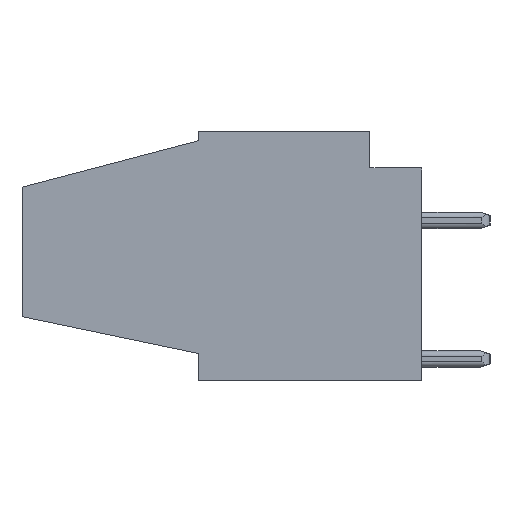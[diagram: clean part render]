
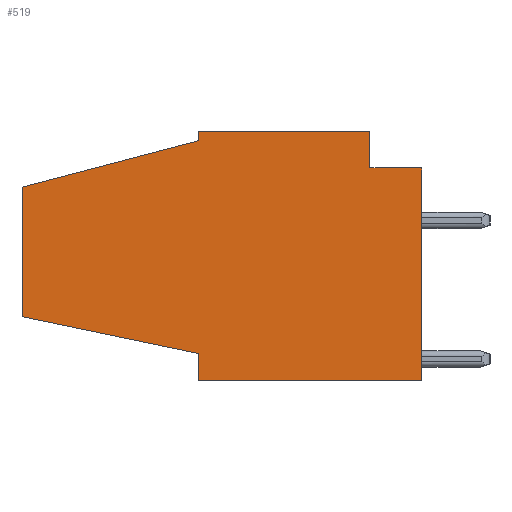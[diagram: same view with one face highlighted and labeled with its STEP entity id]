
A CAD part, left-side view. The second image highlights one B-rep face of the part: STEP entity #519.
In plain terms, the highlighted planar face has unit normal (-1, 0, 0).
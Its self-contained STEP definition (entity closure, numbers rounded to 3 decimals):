
#519 = ADVANCED_FACE( '', ( #1113 ), #1114, .F. );
#1113 = FACE_OUTER_BOUND( '', #1827, .T. );
#1114 = PLANE( '', #1828 );
#1827 = EDGE_LOOP( '', ( #2902, #2903, #2904, #2905, #2906, #2907, #2908, #2909, #2910, #2911 ) );
#1828 = AXIS2_PLACEMENT_3D( '', #2912, #2913, #2914 );
#2902 = ORIENTED_EDGE( '', *, *, #4940, .F. );
#2903 = ORIENTED_EDGE( '', *, *, #4941, .F. );
#2904 = ORIENTED_EDGE( '', *, *, #4942, .T. );
#2905 = ORIENTED_EDGE( '', *, *, #4783, .T. );
#2906 = ORIENTED_EDGE( '', *, *, #4943, .T. );
#2907 = ORIENTED_EDGE( '', *, *, #4944, .T. );
#2908 = ORIENTED_EDGE( '', *, *, #4945, .F. );
#2909 = ORIENTED_EDGE( '', *, *, #4637, .T. );
#2910 = ORIENTED_EDGE( '', *, *, #4946, .F. );
#2911 = ORIENTED_EDGE( '', *, *, #4947, .F. );
#2912 = CARTESIAN_POINT( '', ( 0., 51.003, -17.43 ) );
#2913 = DIRECTION( '', ( 1., 0., 0. ) );
#2914 = DIRECTION( '', ( 0., -1., 0. ) );
#4637 = EDGE_CURVE( '', #5568, #5566, #5569, .T. );
#4783 = EDGE_CURVE( '', #5825, #5826, #5827, .T. );
#4940 = EDGE_CURVE( '', #6086, #6087, #6088, .T. );
#4941 = EDGE_CURVE( '', #6089, #6086, #6090, .T. );
#4942 = EDGE_CURVE( '', #6089, #5825, #6091, .T. );
#4943 = EDGE_CURVE( '', #5826, #6092, #6093, .T. );
#4944 = EDGE_CURVE( '', #6092, #6094, #6095, .T. );
#4945 = EDGE_CURVE( '', #5568, #6094, #6096, .T. );
#4946 = EDGE_CURVE( '', #6097, #5566, #6098, .T. );
#4947 = EDGE_CURVE( '', #6087, #6097, #6099, .T. );
#5566 = VERTEX_POINT( '', #6973 );
#5568 = VERTEX_POINT( '', #6976 );
#5569 = LINE( '', #6977, #6978 );
#5825 = VERTEX_POINT( '', #7382 );
#5826 = VERTEX_POINT( '', #7383 );
#5827 = LINE( '', #7384, #7385 );
#6086 = VERTEX_POINT( '', #7799 );
#6087 = VERTEX_POINT( '', #7800 );
#6088 = LINE( '', #7801, #7802 );
#6089 = VERTEX_POINT( '', #7803 );
#6090 = LINE( '', #7804, #7805 );
#6091 = LINE( '', #7806, #7807 );
#6092 = VERTEX_POINT( '', #7808 );
#6093 = LINE( '', #7809, #7810 );
#6094 = VERTEX_POINT( '', #7811 );
#6095 = LINE( '', #7812, #7813 );
#6096 = LINE( '', #7814, #7815 );
#6097 = VERTEX_POINT( '', #7816 );
#6098 = LINE( '', #7817, #7818 );
#6099 = LINE( '', #7819, #7820 );
#6973 = CARTESIAN_POINT( '', ( 0., 0., -15.6 ) );
#6976 = CARTESIAN_POINT( '', ( 0., 16.4, -15.6 ) );
#6977 = CARTESIAN_POINT( '', ( 0., 7.836, -15.6 ) );
#6978 = VECTOR( '', #9055, 1000. );
#7382 = CARTESIAN_POINT( '', ( 0., 16.4, 2. ) );
#7383 = CARTESIAN_POINT( '', ( 0., 29.3, -1.4 ) );
#7384 = CARTESIAN_POINT( '', ( 0., 7.836, 4.257 ) );
#7385 = VECTOR( '', #9195, 1000. );
#7799 = CARTESIAN_POINT( '', ( 0., 3.8, 2.7 ) );
#7800 = CARTESIAN_POINT( '', ( 0., 3.8, 0. ) );
#7801 = CARTESIAN_POINT( '', ( 0., 3.8, -9.056 ) );
#7802 = VECTOR( '', #9339, 1000. );
#7803 = CARTESIAN_POINT( '', ( 0., 16.4, 2.7 ) );
#7804 = CARTESIAN_POINT( '', ( 0., 7.836, 2.7 ) );
#7805 = VECTOR( '', #9340, 1000. );
#7806 = CARTESIAN_POINT( '', ( 0., 16.4, -9.056 ) );
#7807 = VECTOR( '', #9341, 1000. );
#7808 = CARTESIAN_POINT( '', ( 0., 29.3, -10.9 ) );
#7809 = CARTESIAN_POINT( '', ( 0., 29.3, -9.056 ) );
#7810 = VECTOR( '', #9342, 1000. );
#7811 = CARTESIAN_POINT( '', ( 0., 16.4, -13.6 ) );
#7812 = CARTESIAN_POINT( '', ( 0., 7.836, -15.393 ) );
#7813 = VECTOR( '', #9343, 1000. );
#7814 = CARTESIAN_POINT( '', ( 0., 16.4, -9.056 ) );
#7815 = VECTOR( '', #9344, 1000. );
#7816 = CARTESIAN_POINT( '', ( 0., 0., 0. ) );
#7817 = CARTESIAN_POINT( '', ( 0., 0., -9.056 ) );
#7818 = VECTOR( '', #9345, 1000. );
#7819 = CARTESIAN_POINT( '', ( 0., 7.836, 0. ) );
#7820 = VECTOR( '', #9346, 1000. );
#9055 = DIRECTION( '', ( 0., -1., 0. ) );
#9195 = DIRECTION( '', ( 0., 0.967, -0.255 ) );
#9339 = DIRECTION( '', ( 0., 0., -1. ) );
#9340 = DIRECTION( '', ( 0., -1., 0. ) );
#9341 = DIRECTION( '', ( 0., 0., -1. ) );
#9342 = DIRECTION( '', ( 0., 0., -1. ) );
#9343 = DIRECTION( '', ( 0., -0.979, -0.205 ) );
#9344 = DIRECTION( '', ( 0., 0., 1. ) );
#9345 = DIRECTION( '', ( 0., 0., -1. ) );
#9346 = DIRECTION( '', ( 0., -1., 0. ) );
